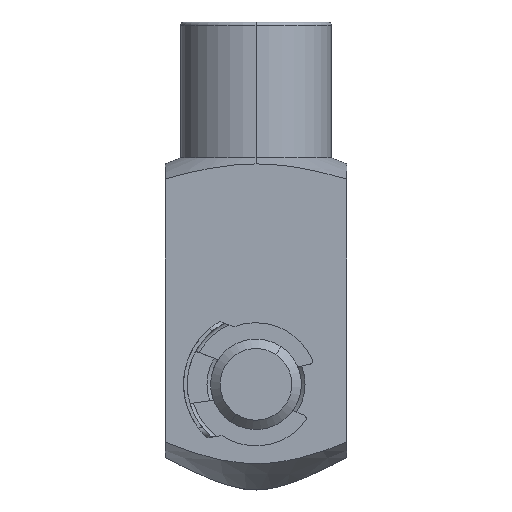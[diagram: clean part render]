
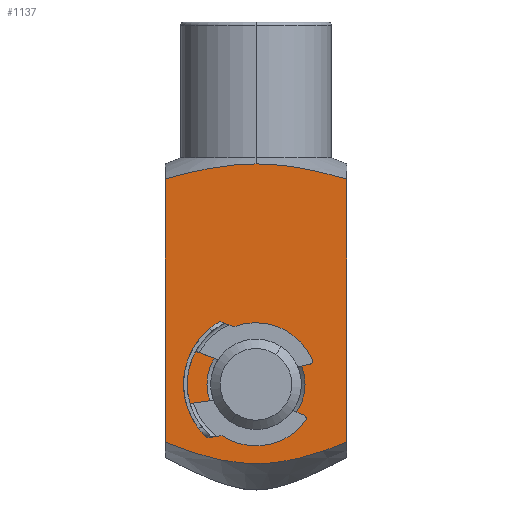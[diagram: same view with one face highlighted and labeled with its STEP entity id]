
A CAD part, left-side view. The second image highlights one B-rep face of the part: STEP entity #1137.
In plain terms, the highlighted planar face has unit normal (-1, 0, 0).
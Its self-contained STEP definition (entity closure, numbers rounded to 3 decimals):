
#21 = B_SPLINE_CURVE_WITH_KNOTS ( 'NONE', 3,
 ( #2252, #2256, #2257, #2258, #2259, #2260, #2261, #2262, #2263, #2264 ),
 .UNSPECIFIED., .F., .F.,
 ( 4, 2, 2, 2, 4 ),
 ( 0.05, 0.053, 0.056, 0.059, 0.062 ),
 .UNSPECIFIED. ) ;
#22 = B_SPLINE_CURVE_WITH_KNOTS ( 'NONE', 3,
 ( #2202, #2208, #2209, #2210, #2211, #2212, #2213, #2214, #2215, #2216, #2217, #2218, #2219, #2220, #2221, #2222, #2223, #2224, #2225, #2226 ),
 .UNSPECIFIED., .F., .F.,
 ( 4, 2, 2, 2, 2, 2, 2, 2, 2, 4 ),
 ( 0.013, 0.017, 0.02, 0.023, 0.024, 0.026, 0.029, 0.032, 0.035, 0.038 ),
 .UNSPECIFIED. ) ;
#35 = B_SPLINE_CURVE_WITH_KNOTS ( 'NONE', 3,
 ( #950, #966, #967, #968, #969, #970, #971, #972 ),
 .UNSPECIFIED., .F., .F.,
 ( 4, 2, 2, 4 ),
 ( 0.038, 0.044, 0.047, 0.05 ),
 .UNSPECIFIED. ) ;
#88 = ORIENTED_EDGE ( 'NONE', *, *, #2584, .F. ) ;
#277 = AXIS2_PLACEMENT_3D ( 'NONE', #2164, #2174, #2175 ) ;
#286 = AXIS2_PLACEMENT_3D ( 'NONE', #2233, #2234, #2235 ) ;
#391 = AXIS2_PLACEMENT_3D ( 'NONE', #1065, #1067, #1068 ) ;
#786 = CARTESIAN_POINT ( 'NONE',  ( -12., 0., 43.2 ) ) ;
#787 = CARTESIAN_POINT ( 'NONE',  ( -12., -12., 6.334 ) ) ;
#797 = CARTESIAN_POINT ( 'NONE',  ( -12., 12., 41.212 ) ) ;
#850 = CARTESIAN_POINT ( 'NONE',  ( -12., 12., 6.334 ) ) ;
#870 = CARTESIAN_POINT ( 'NONE',  ( -12., -12., 41.212 ) ) ;
#904 = CARTESIAN_POINT ( 'NONE',  ( -12., 0., 7.5 ) ) ;
#908 = CARTESIAN_POINT ( 'NONE',  ( -12., 0., 20.5 ) ) ;
#950 = CARTESIAN_POINT ( 'NONE',  ( -12., 12., 41.212 ) ) ;
#966 = CARTESIAN_POINT ( 'NONE',  ( -12., 10.053, 41.763 ) ) ;
#967 = CARTESIAN_POINT ( 'NONE',  ( -12., 8.086, 42.257 ) ) ;
#968 = CARTESIAN_POINT ( 'NONE',  ( -12., 5.07, 42.801 ) ) ;
#969 = CARTESIAN_POINT ( 'NONE',  ( -12., 4.049, 42.949 ) ) ;
#970 = CARTESIAN_POINT ( 'NONE',  ( -12., 2.02, 43.148 ) ) ;
#971 = CARTESIAN_POINT ( 'NONE',  ( -12., 1.008, 43.2 ) ) ;
#972 = CARTESIAN_POINT ( 'NONE',  ( -12., 0., 43.2 ) ) ;
#1065 = CARTESIAN_POINT ( 'NONE',  ( -12., 0., 14. ) ) ;
#1067 = DIRECTION ( 'NONE',  ( 1., 0., 0. ) ) ;
#1068 = DIRECTION ( 'NONE',  ( 0., 0., 1. ) ) ;
#1137 = ADVANCED_FACE ( 'NONE', ( #1597, #1604 ), #2173, .T. ) ;
#1148 = EDGE_CURVE ( 'NONE', #1929, #1994, #22, .T. ) ;
#1151 = EDGE_CURVE ( 'NONE', #2048, #2052, #1627, .T. ) ;
#1154 = EDGE_CURVE ( 'NONE', #1994, #1940, #1636, .T. ) ;
#1156 = EDGE_CURVE ( 'NONE', #1928, #2014, #21, .T. ) ;
#1162 = EDGE_CURVE ( 'NONE', #1929, #2014, #1641, .T. ) ;
#1400 = ORIENTED_EDGE ( 'NONE', *, *, #1151, .T. ) ;
#1401 = ORIENTED_EDGE ( 'NONE', *, *, #2701, .T. ) ;
#1486 = EDGE_LOOP ( 'NONE', ( #1401, #1400 ) ) ;
#1487 = EDGE_LOOP ( 'NONE', ( #2667, #2666, #2665, #2664, #88 ) ) ;
#1597 = FACE_BOUND ( 'NONE', #1486, .T. ) ;
#1604 = FACE_OUTER_BOUND ( 'NONE', #1487, .T. ) ;
#1627 = CIRCLE ( 'NONE', #286, 6.5 ) ;
#1636 = LINE ( 'NONE', #2250, #1637 ) ;
#1637 = VECTOR ( 'NONE', #2251, 1000. ) ;
#1641 = LINE ( 'NONE', #2303, #1642 ) ;
#1642 = VECTOR ( 'NONE', #2304, 1000. ) ;
#1904 = CIRCLE ( 'NONE', #391, 6.5 ) ;
#1928 = VERTEX_POINT ( 'NONE', #786 ) ;
#1929 = VERTEX_POINT ( 'NONE', #787 ) ;
#1940 = VERTEX_POINT ( 'NONE', #797 ) ;
#1994 = VERTEX_POINT ( 'NONE', #850 ) ;
#2014 = VERTEX_POINT ( 'NONE', #870 ) ;
#2048 = VERTEX_POINT ( 'NONE', #904 ) ;
#2052 = VERTEX_POINT ( 'NONE', #908 ) ;
#2164 = CARTESIAN_POINT ( 'NONE',  ( -12., 12., -34. ) ) ;
#2173 = PLANE ( 'NONE',  #277 ) ;
#2174 = DIRECTION ( 'NONE',  ( -1., 0., 0. ) ) ;
#2175 = DIRECTION ( 'NONE',  ( 0., 0., 1. ) ) ;
#2202 = CARTESIAN_POINT ( 'NONE',  ( -12., -12., 6.334 ) ) ;
#2208 = CARTESIAN_POINT ( 'NONE',  ( -12., -11.038, 5.941 ) ) ;
#2209 = CARTESIAN_POINT ( 'NONE',  ( -12., -10.066, 5.567 ) ) ;
#2210 = CARTESIAN_POINT ( 'NONE',  ( -12., -8.098, 4.882 ) ) ;
#2211 = CARTESIAN_POINT ( 'NONE',  ( -12., -7.106, 4.571 ) ) ;
#2212 = CARTESIAN_POINT ( 'NONE',  ( -12., -5.102, 4.047 ) ) ;
#2213 = CARTESIAN_POINT ( 'NONE',  ( -12., -4.089, 3.833 ) ) ;
#2214 = CARTESIAN_POINT ( 'NONE',  ( -12., -2.547, 3.613 ) ) ;
#2215 = CARTESIAN_POINT ( 'NONE',  ( -12., -2.03, 3.556 ) ) ;
#2216 = CARTESIAN_POINT ( 'NONE',  ( -12., -0.986, 3.481 ) ) ;
#2217 = CARTESIAN_POINT ( 'NONE',  ( -12., -0.463, 3.463 ) ) ;
#2218 = CARTESIAN_POINT ( 'NONE',  ( -12., 1.091, 3.467 ) ) ;
#2219 = CARTESIAN_POINT ( 'NONE',  ( -12., 2.114, 3.548 ) ) ;
#2220 = CARTESIAN_POINT ( 'NONE',  ( -12., 4.14, 3.843 ) ) ;
#2221 = CARTESIAN_POINT ( 'NONE',  ( -12., 5.143, 4.056 ) ) ;
#2222 = CARTESIAN_POINT ( 'NONE',  ( -12., 7.133, 4.579 ) ) ;
#2223 = CARTESIAN_POINT ( 'NONE',  ( -12., 8.123, 4.89 ) ) ;
#2224 = CARTESIAN_POINT ( 'NONE',  ( -12., 10.081, 5.573 ) ) ;
#2225 = CARTESIAN_POINT ( 'NONE',  ( -12., 11.045, 5.944 ) ) ;
#2226 = CARTESIAN_POINT ( 'NONE',  ( -12., 12., 6.334 ) ) ;
#2233 = CARTESIAN_POINT ( 'NONE',  ( -12., 0., 14. ) ) ;
#2234 = DIRECTION ( 'NONE',  ( 1., 0., 0. ) ) ;
#2235 = DIRECTION ( 'NONE',  ( 0., 0., 1. ) ) ;
#2250 = CARTESIAN_POINT ( 'NONE',  ( -12., 12., -34. ) ) ;
#2251 = DIRECTION ( 'NONE',  ( 0., 0., 1. ) ) ;
#2252 = CARTESIAN_POINT ( 'NONE',  ( -12., 0., 43.2 ) ) ;
#2256 = CARTESIAN_POINT ( 'NONE',  ( -12., -1.012, 43.2 ) ) ;
#2257 = CARTESIAN_POINT ( 'NONE',  ( -12., -2.02, 43.148 ) ) ;
#2258 = CARTESIAN_POINT ( 'NONE',  ( -12., -4.032, 42.951 ) ) ;
#2259 = CARTESIAN_POINT ( 'NONE',  ( -12., -5.034, 42.807 ) ) ;
#2260 = CARTESIAN_POINT ( 'NONE',  ( -12., -7.035, 42.447 ) ) ;
#2261 = CARTESIAN_POINT ( 'NONE',  ( -12., -8.033, 42.232 ) ) ;
#2262 = CARTESIAN_POINT ( 'NONE',  ( -12., -10.026, 41.753 ) ) ;
#2263 = CARTESIAN_POINT ( 'NONE',  ( -12., -11.016, 41.49 ) ) ;
#2264 = CARTESIAN_POINT ( 'NONE',  ( -12., -12., 41.212 ) ) ;
#2303 = CARTESIAN_POINT ( 'NONE',  ( -12., -12., -34. ) ) ;
#2304 = DIRECTION ( 'NONE',  ( 0., 0., 1. ) ) ;
#2584 = EDGE_CURVE ( 'NONE', #1940, #1928, #35, .T. ) ;
#2664 = ORIENTED_EDGE ( 'NONE', *, *, #1156, .F. ) ;
#2665 = ORIENTED_EDGE ( 'NONE', *, *, #1162, .T. ) ;
#2666 = ORIENTED_EDGE ( 'NONE', *, *, #1148, .F. ) ;
#2667 = ORIENTED_EDGE ( 'NONE', *, *, #1154, .F. ) ;
#2701 = EDGE_CURVE ( 'NONE', #2052, #2048, #1904, .T. ) ;
